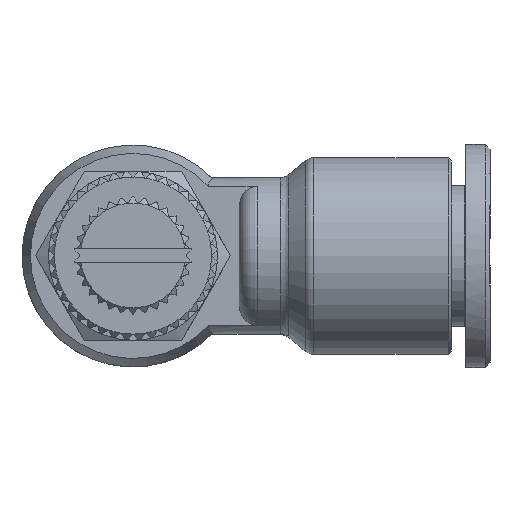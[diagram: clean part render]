
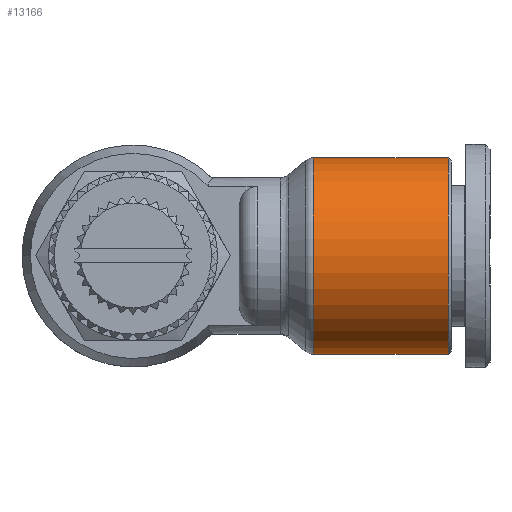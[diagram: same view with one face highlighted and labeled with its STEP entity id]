
A CAD part, top view. The second image highlights one B-rep face of the part: STEP entity #13166.
In plain terms, the highlighted cylindrical face has radius 8.15 mm (diameter 16.3 mm), a full revolution.
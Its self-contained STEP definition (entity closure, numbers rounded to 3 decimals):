
#3691=CYLINDRICAL_SURFACE('',#13940,8.15);
#3805=FACE_BOUND('',#4627,.T.);
#3856=FACE_OUTER_BOUND('',#4626,.T.);
#4626=EDGE_LOOP('',(#9037));
#4627=EDGE_LOOP('',(#9038));
#5443=CIRCLE('',#13941,8.15);
#5444=CIRCLE('',#13942,8.15);
#5716=VERTEX_POINT('',#18463);
#5717=VERTEX_POINT('',#18465);
#7018=EDGE_CURVE('',#5716,#5716,#5443,.T.);
#7019=EDGE_CURVE('',#5717,#5717,#5444,.T.);
#9037=ORIENTED_EDGE('',*,*,#7018,.F.);
#9038=ORIENTED_EDGE('',*,*,#7019,.F.);
#13166=ADVANCED_FACE('',(#3856,#3805),#3691,.T.);
#13940=AXIS2_PLACEMENT_3D('',#18462,#14983,#14984);
#13941=AXIS2_PLACEMENT_3D('',#18464,#14985,#14986);
#13942=AXIS2_PLACEMENT_3D('',#18466,#14987,#14988);
#14983=DIRECTION('center_axis',(-1.,0.,0.));
#14984=DIRECTION('ref_axis',(0.,0.,1.));
#14985=DIRECTION('center_axis',(-1.,0.,0.));
#14986=DIRECTION('ref_axis',(0.,0.,-1.));
#14987=DIRECTION('center_axis',(1.,0.,0.));
#14988=DIRECTION('ref_axis',(0.,0.,1.));
#18462=CARTESIAN_POINT('Origin',(44.524,17.287,1.502));
#18463=CARTESIAN_POINT('',(39.883,17.287,-6.648));
#18464=CARTESIAN_POINT('Origin',(39.883,17.287,1.502));
#18465=CARTESIAN_POINT('',(51.074,17.287,-6.648));
#18466=CARTESIAN_POINT('Origin',(51.074,17.287,1.502));
